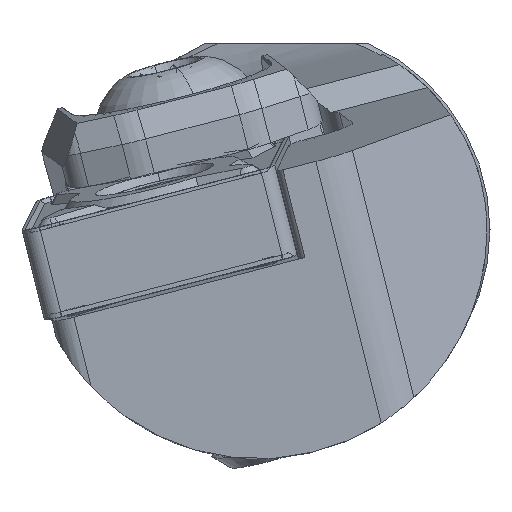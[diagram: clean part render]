
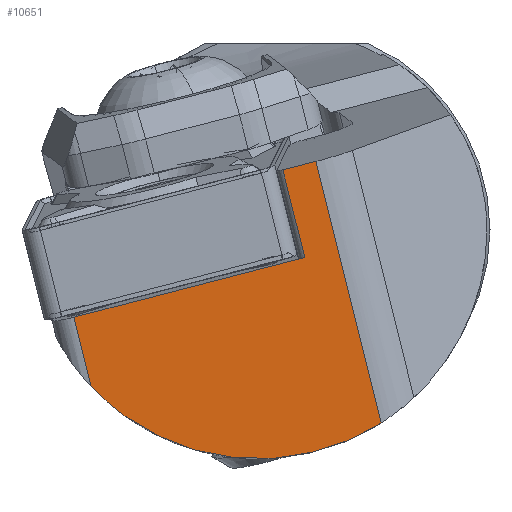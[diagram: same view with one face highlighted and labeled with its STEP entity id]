
A CAD part, left-side view. The second image highlights one B-rep face of the part: STEP entity #10651.
In plain terms, the highlighted planar face has unit normal (-0.991, -0.107, -0.081).
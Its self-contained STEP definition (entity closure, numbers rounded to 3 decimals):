
#78 = CARTESIAN_POINT ( 'NONE',  ( -354.354, 22.474, -4.478 ) ) ;
#283 = LINE ( 'NONE', #10533, #8918 ) ;
#342 = PLANE ( 'NONE',  #4055 ) ;
#351 = CARTESIAN_POINT ( 'NONE',  ( -353.985, 21.625, -7.885 ) ) ;
#408 = DIRECTION ( 'NONE',  ( 0., 0.599, -0.8 ) ) ;
#436 = ORIENTED_EDGE ( 'NONE', *, *, #4822, .T. ) ;
#801 = LINE ( 'NONE', #4212, #10674 ) ;
#926 = DIRECTION ( 'NONE',  ( -0.105, 0.241, 0.965 ) ) ;
#939 = DIRECTION ( 'NONE',  ( 0.105, -0.241, -0.965 ) ) ;
#1105 = CARTESIAN_POINT ( 'NONE',  ( -352.293, 7.37, -9.67 ) ) ;
#1200 = ORIENTED_EDGE ( 'NONE', *, *, #8529, .F. ) ;
#1208 = ORIENTED_EDGE ( 'NONE', *, *, #5177, .F. ) ;
#1227 = CARTESIAN_POINT ( 'NONE',  ( -353.685, 10.575, 3.183 ) ) ;
#1289 = CARTESIAN_POINT ( 'NONE',  ( -353.827, 12.198, 2.763 ) ) ;
#1325 = DIRECTION ( 'NONE',  ( 0.991, 0.108, 0.081 ) ) ;
#1633 = VECTOR ( 'NONE', #8405, 1000. ) ;
#1970 = ORIENTED_EDGE ( 'NONE', *, *, #2637, .F. ) ;
#2345 = VERTEX_POINT ( 'NONE', #1289 ) ;
#2486 = CARTESIAN_POINT ( 'NONE',  ( -424.548, 184.043, 643.538 ) ) ;
#2591 =( BOUNDED_CURVE ( )  B_SPLINE_CURVE ( 3, ( #1105, #6300, #7201, #351 ),
 .UNSPECIFIED., .F., .T. ) 
 B_SPLINE_CURVE_WITH_KNOTS ( ( 4, 4 ),
 ( 3.502, 4.887 ),
 .UNSPECIFIED. ) 
 CURVE ( )  GEOMETRIC_REPRESENTATION_ITEM ( )  RATIONAL_B_SPLINE_CURVE ( ( 1., 0.846, 0.846, 1. ) ) 
 REPRESENTATION_ITEM ( '' )  );
#2637 = EDGE_CURVE ( 'NONE', #7960, #8902, #2591, .T. ) ;
#3420 = FACE_OUTER_BOUND ( 'NONE', #9932, .T. ) ;
#3965 = CARTESIAN_POINT ( 'NONE',  ( -423.413, 171.07, 646.896 ) ) ;
#4055 = AXIS2_PLACEMENT_3D ( 'NONE', #3965, #1325, #408 ) ;
#4212 = CARTESIAN_POINT ( 'NONE',  ( -423.413, 171.07, 646.896 ) ) ;
#4253 = DIRECTION ( 'NONE',  ( 0.105, -0.241, -0.965 ) ) ;
#4256 = VERTEX_POINT ( 'NONE', #4503 ) ;
#4503 = CARTESIAN_POINT ( 'NONE',  ( -353.361, 11.125, -1.541 ) ) ;
#4822 = EDGE_CURVE ( 'NONE', #5611, #8902, #6313, .T. ) ;
#5177 = EDGE_CURVE ( 'NONE', #5611, #4256, #5186, .T. ) ;
#5186 = LINE ( 'NONE', #6672, #1633 ) ;
#5611 = VERTEX_POINT ( 'NONE', #78 ) ;
#5795 = VERTEX_POINT ( 'NONE', #1227 ) ;
#5823 = DIRECTION ( 'NONE',  ( 0.084, -0.965, 0.25 ) ) ;
#6300 = CARTESIAN_POINT ( 'NONE',  ( -352.563, 12.139, -12.713 ) ) ;
#6313 = LINE ( 'NONE', #2486, #8777 ) ;
#6419 = ORIENTED_EDGE ( 'NONE', *, *, #8663, .F. ) ;
#6570 = LINE ( 'NONE', #8391, #10956 ) ;
#6628 = ORIENTED_EDGE ( 'NONE', *, *, #8453, .F. ) ;
#6672 = CARTESIAN_POINT ( 'NONE',  ( -353.219, 9.502, -1.121 ) ) ;
#6858 = CARTESIAN_POINT ( 'NONE',  ( -353.985, 21.625, -7.885 ) ) ;
#7201 = CARTESIAN_POINT ( 'NONE',  ( -353.23, 17.753, -12.01 ) ) ;
#7495 = CARTESIAN_POINT ( 'NONE',  ( -352.293, 7.37, -9.67 ) ) ;
#7960 = VERTEX_POINT ( 'NONE', #7495 ) ;
#8391 = CARTESIAN_POINT ( 'NONE',  ( -353.885, 12.856, 2.593 ) ) ;
#8405 = DIRECTION ( 'NONE',  ( 0.084, -0.965, 0.25 ) ) ;
#8453 = EDGE_CURVE ( 'NONE', #4256, #2345, #283, .T. ) ;
#8529 = EDGE_CURVE ( 'NONE', #2345, #5795, #6570, .T. ) ;
#8663 = EDGE_CURVE ( 'NONE', #5795, #7960, #801, .T. ) ;
#8777 = VECTOR ( 'NONE', #939, 1000. ) ;
#8902 = VERTEX_POINT ( 'NONE', #6858 ) ;
#8918 = VECTOR ( 'NONE', #926, 1000. ) ;
#9932 = EDGE_LOOP ( 'NONE', ( #1208, #436, #1970, #6419, #1200, #6628 ) ) ;
#10533 = CARTESIAN_POINT ( 'NONE',  ( -355.305, 15.598, 16.402 ) ) ;
#10651 = ADVANCED_FACE ( 'NONE', ( #3420 ), #342, .F. ) ;
#10674 = VECTOR ( 'NONE', #4253, 1000. ) ;
#10956 = VECTOR ( 'NONE', #5823, 1000. ) ;
